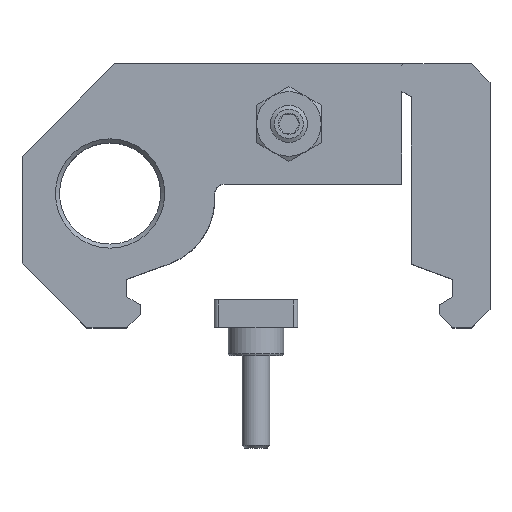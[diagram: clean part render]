
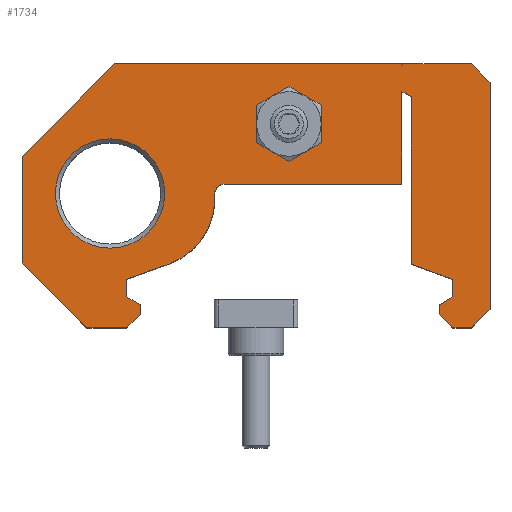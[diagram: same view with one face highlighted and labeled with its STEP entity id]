
A CAD part, top view. The second image highlights one B-rep face of the part: STEP entity #1734.
In plain terms, the highlighted face is planar.
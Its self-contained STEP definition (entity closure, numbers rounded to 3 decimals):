
#118=CIRCLE('',#1879,1.);
#120=CIRCLE('',#1885,7.5);
#125=CIRCLE('',#1914,2.);
#126=CIRCLE('',#1915,5.9);
#127=CIRCLE('',#1916,0.2);
#335=ORIENTED_EDGE('',*,*,#748,.F.);
#336=ORIENTED_EDGE('',*,*,#749,.F.);
#337=ORIENTED_EDGE('',*,*,#679,.F.);
#338=ORIENTED_EDGE('',*,*,#750,.F.);
#339=ORIENTED_EDGE('',*,*,#751,.T.);
#340=ORIENTED_EDGE('',*,*,#685,.F.);
#341=ORIENTED_EDGE('',*,*,#740,.F.);
#342=ORIENTED_EDGE('',*,*,#737,.F.);
#343=ORIENTED_EDGE('',*,*,#734,.F.);
#344=ORIENTED_EDGE('',*,*,#731,.F.);
#345=ORIENTED_EDGE('',*,*,#728,.F.);
#346=ORIENTED_EDGE('',*,*,#725,.F.);
#347=ORIENTED_EDGE('',*,*,#722,.F.);
#348=ORIENTED_EDGE('',*,*,#719,.F.);
#349=ORIENTED_EDGE('',*,*,#716,.F.);
#350=ORIENTED_EDGE('',*,*,#675,.F.);
#351=ORIENTED_EDGE('',*,*,#672,.F.);
#352=ORIENTED_EDGE('',*,*,#664,.T.);
#353=ORIENTED_EDGE('',*,*,#660,.F.);
#354=ORIENTED_EDGE('',*,*,#650,.F.);
#355=ORIENTED_EDGE('',*,*,#714,.F.);
#356=ORIENTED_EDGE('',*,*,#711,.F.);
#357=ORIENTED_EDGE('',*,*,#708,.F.);
#358=ORIENTED_EDGE('',*,*,#705,.F.);
#359=ORIENTED_EDGE('',*,*,#702,.F.);
#360=ORIENTED_EDGE('',*,*,#699,.F.);
#361=ORIENTED_EDGE('',*,*,#696,.F.);
#362=ORIENTED_EDGE('',*,*,#693,.F.);
#363=ORIENTED_EDGE('',*,*,#690,.F.);
#364=ORIENTED_EDGE('',*,*,#686,.F.);
#365=ORIENTED_EDGE('',*,*,#742,.F.);
#650=EDGE_CURVE('',#885,#886,#1047,.T.);
#660=EDGE_CURVE('',#886,#894,#1055,.T.);
#664=EDGE_CURVE('',#896,#894,#118,.T.);
#672=EDGE_CURVE('',#896,#902,#1063,.T.);
#675=EDGE_CURVE('',#902,#903,#120,.T.);
#679=EDGE_CURVE('',#906,#907,#1067,.T.);
#685=EDGE_CURVE('',#912,#910,#1073,.T.);
#686=EDGE_CURVE('',#913,#914,#1074,.T.);
#690=EDGE_CURVE('',#914,#917,#1078,.T.);
#693=EDGE_CURVE('',#917,#919,#1081,.T.);
#696=EDGE_CURVE('',#919,#921,#1084,.T.);
#699=EDGE_CURVE('',#921,#923,#1087,.T.);
#702=EDGE_CURVE('',#923,#925,#1090,.T.);
#705=EDGE_CURVE('',#925,#927,#1093,.T.);
#708=EDGE_CURVE('',#927,#929,#1096,.T.);
#711=EDGE_CURVE('',#929,#931,#1099,.T.);
#714=EDGE_CURVE('',#931,#885,#1102,.T.);
#716=EDGE_CURVE('',#903,#933,#1104,.T.);
#719=EDGE_CURVE('',#933,#935,#1107,.T.);
#722=EDGE_CURVE('',#935,#937,#1110,.T.);
#725=EDGE_CURVE('',#937,#939,#1113,.T.);
#728=EDGE_CURVE('',#939,#941,#1116,.T.);
#731=EDGE_CURVE('',#941,#943,#1119,.T.);
#734=EDGE_CURVE('',#943,#945,#1122,.T.);
#737=EDGE_CURVE('',#945,#947,#1125,.T.);
#740=EDGE_CURVE('',#947,#912,#1128,.T.);
#742=EDGE_CURVE('',#907,#913,#1130,.T.);
#748=EDGE_CURVE('',#952,#952,#125,.T.);
#749=EDGE_CURVE('',#953,#953,#126,.F.);
#750=EDGE_CURVE('',#954,#906,#127,.T.);
#751=EDGE_CURVE('',#954,#910,#1133,.T.);
#885=VERTEX_POINT('',#2561);
#886=VERTEX_POINT('',#2563);
#894=VERTEX_POINT('',#2583);
#896=VERTEX_POINT('',#2588);
#902=VERTEX_POINT('',#2613);
#903=VERTEX_POINT('',#2628);
#906=VERTEX_POINT('',#2635);
#907=VERTEX_POINT('',#2637);
#910=VERTEX_POINT('',#2644);
#912=VERTEX_POINT('',#2648);
#913=VERTEX_POINT('',#2652);
#914=VERTEX_POINT('',#2653);
#917=VERTEX_POINT('',#2661);
#919=VERTEX_POINT('',#2667);
#921=VERTEX_POINT('',#2673);
#923=VERTEX_POINT('',#2679);
#925=VERTEX_POINT('',#2685);
#927=VERTEX_POINT('',#2691);
#929=VERTEX_POINT('',#2697);
#931=VERTEX_POINT('',#2703);
#933=VERTEX_POINT('',#2712);
#935=VERTEX_POINT('',#2718);
#937=VERTEX_POINT('',#2724);
#939=VERTEX_POINT('',#2730);
#941=VERTEX_POINT('',#2736);
#943=VERTEX_POINT('',#2742);
#945=VERTEX_POINT('',#2748);
#947=VERTEX_POINT('',#2754);
#952=VERTEX_POINT('',#2774);
#953=VERTEX_POINT('',#2776);
#954=VERTEX_POINT('',#2778);
#1047=LINE('',#2562,#1195);
#1055=LINE('',#2582,#1203);
#1063=LINE('',#2612,#1211);
#1067=LINE('',#2636,#1215);
#1073=LINE('',#2649,#1221);
#1074=LINE('',#2651,#1222);
#1078=LINE('',#2660,#1226);
#1081=LINE('',#2666,#1229);
#1084=LINE('',#2672,#1232);
#1087=LINE('',#2678,#1235);
#1090=LINE('',#2684,#1238);
#1093=LINE('',#2690,#1241);
#1096=LINE('',#2696,#1244);
#1099=LINE('',#2702,#1247);
#1102=LINE('',#2708,#1250);
#1104=LINE('',#2711,#1252);
#1107=LINE('',#2717,#1255);
#1110=LINE('',#2723,#1258);
#1113=LINE('',#2729,#1261);
#1116=LINE('',#2735,#1264);
#1119=LINE('',#2741,#1267);
#1122=LINE('',#2747,#1270);
#1125=LINE('',#2753,#1273);
#1128=LINE('',#2759,#1276);
#1130=LINE('',#2762,#1278);
#1133=LINE('',#2779,#1281);
#1195=VECTOR('',#2057,1000.);
#1203=VECTOR('',#2073,1000.);
#1211=VECTOR('',#2093,1000.);
#1215=VECTOR('',#2105,1000.);
#1221=VECTOR('',#2113,1000.);
#1222=VECTOR('',#2116,1000.);
#1226=VECTOR('',#2122,1000.);
#1229=VECTOR('',#2127,1000.);
#1232=VECTOR('',#2132,1000.);
#1235=VECTOR('',#2137,1000.);
#1238=VECTOR('',#2142,1000.);
#1241=VECTOR('',#2147,1000.);
#1244=VECTOR('',#2152,1000.);
#1247=VECTOR('',#2157,1000.);
#1250=VECTOR('',#2162,1000.);
#1252=VECTOR('',#2166,1000.);
#1255=VECTOR('',#2171,1000.);
#1258=VECTOR('',#2176,1000.);
#1261=VECTOR('',#2181,1000.);
#1264=VECTOR('',#2186,1000.);
#1267=VECTOR('',#2191,1000.);
#1270=VECTOR('',#2196,1000.);
#1273=VECTOR('',#2201,1000.);
#1276=VECTOR('',#2206,1000.);
#1278=VECTOR('',#2210,1000.);
#1281=VECTOR('',#2229,1000.);
#1372=EDGE_LOOP('',(#335));
#1373=EDGE_LOOP('',(#336));
#1374=EDGE_LOOP('',(#337,#338,#339,#340,#341,#342,#343,#344,#345,#346,#347,
#348,#349,#350,#351,#352,#353,#354,#355,#356,#357,#358,#359,#360,#361,#362,
#363,#364,#365));
#1518=FACE_BOUND('',#1372,.T.);
#1519=FACE_BOUND('',#1373,.T.);
#1520=FACE_BOUND('',#1374,.T.);
#1660=PLANE('',#1913);
#1734=ADVANCED_FACE('',(#1518,#1519,#1520),#1660,.F.);
#1879=AXIS2_PLACEMENT_3D('',#2593,#2078,#2079);
#1885=AXIS2_PLACEMENT_3D('',#2627,#2097,#2098);
#1913=AXIS2_PLACEMENT_3D('',#2772,#2221,#2222);
#1914=AXIS2_PLACEMENT_3D('',#2773,#2223,#2224);
#1915=AXIS2_PLACEMENT_3D('',#2775,#2225,#2226);
#1916=AXIS2_PLACEMENT_3D('',#2777,#2227,#2228);
#2057=DIRECTION('',(0.,-1.,0.));
#2073=DIRECTION('',(1.,0.,0.));
#2078=DIRECTION('',(0.,0.,1.));
#2079=DIRECTION('',(1.,0.,0.));
#2093=DIRECTION('',(0.,-1.,0.));
#2097=DIRECTION('',(0.,0.,1.));
#2098=DIRECTION('',(1.,0.,0.));
#2105=DIRECTION('',(-1.,0.,0.));
#2113=DIRECTION('',(-1.,0.,0.));
#2116=DIRECTION('',(0.,-1.,0.));
#2122=DIRECTION('',(0.707,-0.707,0.));
#2127=DIRECTION('',(1.,0.,0.));
#2132=DIRECTION('',(0.707,0.707,0.));
#2137=DIRECTION('',(0.,1.,0.));
#2142=DIRECTION('',(-0.866,0.5,0.));
#2147=DIRECTION('',(0.,1.,0.));
#2152=DIRECTION('',(0.94,0.342,0.));
#2157=DIRECTION('',(0.,1.,0.));
#2162=DIRECTION('',(0.866,0.5,0.));
#2166=DIRECTION('',(0.94,-0.342,0.));
#2171=DIRECTION('',(0.,-1.,0.));
#2176=DIRECTION('',(-0.866,-0.5,0.));
#2181=DIRECTION('',(0.,-1.,0.));
#2186=DIRECTION('',(0.707,-0.707,0.));
#2191=DIRECTION('',(1.,0.,0.));
#2196=DIRECTION('',(0.707,0.707,0.));
#2201=DIRECTION('',(0.,1.,0.));
#2206=DIRECTION('',(-0.707,0.707,0.));
#2210=DIRECTION('',(-0.707,-0.707,0.));
#2221=DIRECTION('',(0.,0.,1.));
#2222=DIRECTION('',(1.,0.,0.));
#2223=DIRECTION('',(0.,0.,-1.));
#2224=DIRECTION('',(-1.,0.,0.));
#2225=DIRECTION('',(0.,0.,1.));
#2226=DIRECTION('',(1.,0.,0.));
#2227=DIRECTION('',(0.,0.,1.));
#2228=DIRECTION('',(1.,0.,0.));
#2229=DIRECTION('',(0.,1.,0.));
#2561=CARTESIAN_POINT('',(9.5,25.5,0.));
#2562=CARTESIAN_POINT('',(9.5,25.5,0.));
#2563=CARTESIAN_POINT('',(9.5,15.5,0.));
#2582=CARTESIAN_POINT('',(9.5,15.5,0.));
#2583=CARTESIAN_POINT('',(28.7,15.5,0.));
#2588=CARTESIAN_POINT('',(29.7,14.5,0.));
#2593=CARTESIAN_POINT('',(28.7,14.5,0.));
#2612=CARTESIAN_POINT('',(29.7,14.5,0.));
#2613=CARTESIAN_POINT('',(29.7,13.937,0.));
#2627=CARTESIAN_POINT('',(37.2,13.937,0.));
#2628=CARTESIAN_POINT('',(34.635,6.89,0.));
#2635=CARTESIAN_POINT('',(9.3,28.5,0.));
#2636=CARTESIAN_POINT('',(40.5,28.5,0.));
#2637=CARTESIAN_POINT('',(2.,28.5,0.));
#2644=CARTESIAN_POINT('',(9.5,28.5,0.));
#2648=CARTESIAN_POINT('',(40.5,28.5,0.));
#2649=CARTESIAN_POINT('',(40.5,28.5,0.));
#2651=CARTESIAN_POINT('',(0.,26.5,0.));
#2652=CARTESIAN_POINT('',(0.,26.5,0.));
#2653=CARTESIAN_POINT('',(0.,2.,0.));
#2660=CARTESIAN_POINT('',(0.,2.,0.));
#2661=CARTESIAN_POINT('',(2.,0.,0.));
#2666=CARTESIAN_POINT('',(2.,0.,0.));
#2667=CARTESIAN_POINT('',(4.,0.,0.));
#2672=CARTESIAN_POINT('',(4.,0.,0.));
#2673=CARTESIAN_POINT('',(5.5,1.5,0.));
#2678=CARTESIAN_POINT('',(5.5,1.5,0.));
#2679=CARTESIAN_POINT('',(5.5,2.479,0.));
#2684=CARTESIAN_POINT('',(5.5,2.479,0.));
#2685=CARTESIAN_POINT('',(4.,3.345,0.));
#2690=CARTESIAN_POINT('',(4.,3.345,0.));
#2691=CARTESIAN_POINT('',(4.,5.228,0.));
#2696=CARTESIAN_POINT('',(4.,5.228,0.));
#2697=CARTESIAN_POINT('',(8.5,6.866,0.));
#2702=CARTESIAN_POINT('',(8.5,6.866,0.));
#2703=CARTESIAN_POINT('',(8.5,24.923,0.));
#2708=CARTESIAN_POINT('',(8.5,24.923,0.));
#2711=CARTESIAN_POINT('',(34.635,6.89,0.));
#2712=CARTESIAN_POINT('',(39.2,5.228,0.));
#2717=CARTESIAN_POINT('',(39.2,5.228,0.));
#2718=CARTESIAN_POINT('',(39.2,3.345,0.));
#2723=CARTESIAN_POINT('',(39.2,3.345,0.));
#2724=CARTESIAN_POINT('',(37.7,2.479,0.));
#2729=CARTESIAN_POINT('',(37.7,2.479,0.));
#2730=CARTESIAN_POINT('',(37.7,1.5,0.));
#2735=CARTESIAN_POINT('',(37.7,1.5,0.));
#2736=CARTESIAN_POINT('',(39.2,0.,0.));
#2741=CARTESIAN_POINT('',(39.2,0.,0.));
#2742=CARTESIAN_POINT('',(43.5,0.,0.));
#2747=CARTESIAN_POINT('',(43.5,0.,0.));
#2748=CARTESIAN_POINT('',(50.5,7.,0.));
#2753=CARTESIAN_POINT('',(50.5,7.,0.));
#2754=CARTESIAN_POINT('',(50.5,18.5,0.));
#2759=CARTESIAN_POINT('',(50.5,18.5,0.));
#2762=CARTESIAN_POINT('',(2.,28.5,0.));
#2772=CARTESIAN_POINT('',(28.7,14.5,0.));
#2773=CARTESIAN_POINT('',(21.7,22.,0.));
#2774=CARTESIAN_POINT('',(19.7,22.,0.));
#2775=CARTESIAN_POINT('',(41.,14.5,0.));
#2776=CARTESIAN_POINT('',(46.9,14.5,0.));
#2777=CARTESIAN_POINT('',(9.3,28.3,0.));
#2778=CARTESIAN_POINT('',(9.5,28.3,0.));
#2779=CARTESIAN_POINT('',(9.5,28.3,0.));
